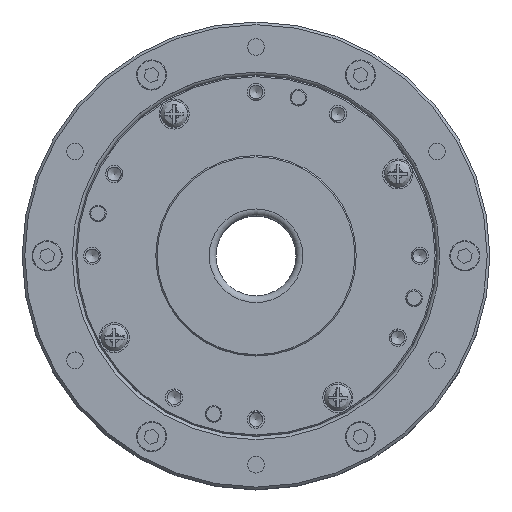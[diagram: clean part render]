
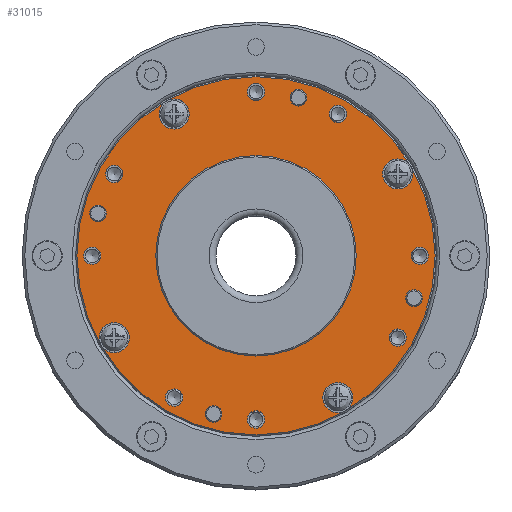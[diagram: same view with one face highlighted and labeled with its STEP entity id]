
A CAD part, top view. The second image highlights one B-rep face of the part: STEP entity #31015.
In plain terms, the highlighted face is planar.
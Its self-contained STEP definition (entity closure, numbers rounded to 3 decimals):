
#8071=FACE_BOUND('',#10485,.T.);
#8072=FACE_BOUND('',#10486,.T.);
#8073=FACE_BOUND('',#10487,.T.);
#8074=FACE_BOUND('',#10488,.T.);
#8075=FACE_BOUND('',#10489,.T.);
#8076=FACE_BOUND('',#10490,.T.);
#8077=FACE_BOUND('',#10491,.T.);
#8078=FACE_BOUND('',#10492,.T.);
#8079=FACE_BOUND('',#10493,.T.);
#8080=FACE_BOUND('',#10494,.T.);
#8081=FACE_BOUND('',#10495,.T.);
#8082=FACE_BOUND('',#10496,.T.);
#8083=FACE_BOUND('',#10497,.T.);
#8084=FACE_BOUND('',#10498,.T.);
#8085=FACE_BOUND('',#10499,.T.);
#8086=FACE_BOUND('',#10500,.T.);
#8087=FACE_BOUND('',#10501,.T.);
#8689=FACE_OUTER_BOUND('',#10484,.T.);
#10484=EDGE_LOOP('',(#22124));
#10485=EDGE_LOOP('',(#22125));
#10486=EDGE_LOOP('',(#22126));
#10487=EDGE_LOOP('',(#22127));
#10488=EDGE_LOOP('',(#22128));
#10489=EDGE_LOOP('',(#22129));
#10490=EDGE_LOOP('',(#22130));
#10491=EDGE_LOOP('',(#22131));
#10492=EDGE_LOOP('',(#22132));
#10493=EDGE_LOOP('',(#22133));
#10494=EDGE_LOOP('',(#22134));
#10495=EDGE_LOOP('',(#22135));
#10496=EDGE_LOOP('',(#22136));
#10497=EDGE_LOOP('',(#22137));
#10498=EDGE_LOOP('',(#22138));
#10499=EDGE_LOOP('',(#22139));
#10500=EDGE_LOOP('',(#22140));
#10501=EDGE_LOOP('',(#22141));
#12582=CIRCLE('',#33342,2.25);
#12584=CIRCLE('',#33345,2.25);
#12586=CIRCLE('',#33348,2.25);
#12588=CIRCLE('',#33351,2.25);
#12593=CIRCLE('',#33358,26.8);
#12600=CIRCLE('',#33368,1.25);
#12602=CIRCLE('',#33371,1.25);
#12604=CIRCLE('',#33374,1.25);
#12606=CIRCLE('',#33377,1.25);
#12610=CIRCLE('',#33383,1.3);
#12612=CIRCLE('',#33386,1.3);
#12616=CIRCLE('',#33392,1.3);
#12618=CIRCLE('',#33395,1.3);
#12622=CIRCLE('',#33401,1.3);
#12624=CIRCLE('',#33404,1.3);
#12628=CIRCLE('',#33410,1.3);
#12630=CIRCLE('',#33413,1.3);
#12632=CIRCLE('',#33417,15.);
#13969=VERTEX_POINT('',#46790);
#13971=VERTEX_POINT('',#46796);
#13973=VERTEX_POINT('',#46802);
#13975=VERTEX_POINT('',#46808);
#13980=VERTEX_POINT('',#46822);
#13986=VERTEX_POINT('',#46840);
#13988=VERTEX_POINT('',#46846);
#13990=VERTEX_POINT('',#46852);
#13992=VERTEX_POINT('',#46858);
#13996=VERTEX_POINT('',#46870);
#13998=VERTEX_POINT('',#46876);
#14002=VERTEX_POINT('',#46888);
#14004=VERTEX_POINT('',#46894);
#14008=VERTEX_POINT('',#46906);
#14010=VERTEX_POINT('',#46912);
#14014=VERTEX_POINT('',#46924);
#14016=VERTEX_POINT('',#46930);
#14018=VERTEX_POINT('',#46938);
#16991=EDGE_CURVE('',#13969,#13969,#12582,.T.);
#16994=EDGE_CURVE('',#13971,#13971,#12584,.T.);
#16997=EDGE_CURVE('',#13973,#13973,#12586,.T.);
#17000=EDGE_CURVE('',#13975,#13975,#12588,.T.);
#17007=EDGE_CURVE('',#13980,#13980,#12593,.T.);
#17016=EDGE_CURVE('',#13986,#13986,#12600,.T.);
#17019=EDGE_CURVE('',#13988,#13988,#12602,.T.);
#17022=EDGE_CURVE('',#13990,#13990,#12604,.T.);
#17025=EDGE_CURVE('',#13992,#13992,#12606,.T.);
#17031=EDGE_CURVE('',#13996,#13996,#12610,.T.);
#17034=EDGE_CURVE('',#13998,#13998,#12612,.T.);
#17040=EDGE_CURVE('',#14002,#14002,#12616,.T.);
#17043=EDGE_CURVE('',#14004,#14004,#12618,.T.);
#17049=EDGE_CURVE('',#14008,#14008,#12622,.T.);
#17052=EDGE_CURVE('',#14010,#14010,#12624,.T.);
#17058=EDGE_CURVE('',#14014,#14014,#12628,.T.);
#17061=EDGE_CURVE('',#14016,#14016,#12630,.T.);
#17064=EDGE_CURVE('',#14018,#14018,#12632,.T.);
#22124=ORIENTED_EDGE('',*,*,#17007,.T.);
#22125=ORIENTED_EDGE('',*,*,#17000,.F.);
#22126=ORIENTED_EDGE('',*,*,#16994,.F.);
#22127=ORIENTED_EDGE('',*,*,#16991,.F.);
#22128=ORIENTED_EDGE('',*,*,#16997,.F.);
#22129=ORIENTED_EDGE('',*,*,#17016,.F.);
#22130=ORIENTED_EDGE('',*,*,#17064,.F.);
#22131=ORIENTED_EDGE('',*,*,#17061,.F.);
#22132=ORIENTED_EDGE('',*,*,#17058,.F.);
#22133=ORIENTED_EDGE('',*,*,#17052,.F.);
#22134=ORIENTED_EDGE('',*,*,#17049,.F.);
#22135=ORIENTED_EDGE('',*,*,#17043,.F.);
#22136=ORIENTED_EDGE('',*,*,#17040,.F.);
#22137=ORIENTED_EDGE('',*,*,#17034,.F.);
#22138=ORIENTED_EDGE('',*,*,#17031,.F.);
#22139=ORIENTED_EDGE('',*,*,#17025,.F.);
#22140=ORIENTED_EDGE('',*,*,#17022,.F.);
#22141=ORIENTED_EDGE('',*,*,#17019,.F.);
#29824=PLANE('',#33422);
#31015=ADVANCED_FACE('',(#8689,#8071,#8072,#8073,#8074,#8075,#8076,#8077,
#8078,#8079,#8080,#8081,#8082,#8083,#8084,#8085,#8086,#8087),#29824,.F.);
#33342=AXIS2_PLACEMENT_3D('',#46792,#37403,#37404);
#33345=AXIS2_PLACEMENT_3D('',#46798,#37410,#37411);
#33348=AXIS2_PLACEMENT_3D('',#46804,#37417,#37418);
#33351=AXIS2_PLACEMENT_3D('',#46810,#37424,#37425);
#33358=AXIS2_PLACEMENT_3D('',#46824,#37440,#37441);
#33368=AXIS2_PLACEMENT_3D('',#46842,#37462,#37463);
#33371=AXIS2_PLACEMENT_3D('',#46848,#37469,#37470);
#33374=AXIS2_PLACEMENT_3D('',#46854,#37476,#37477);
#33377=AXIS2_PLACEMENT_3D('',#46860,#37483,#37484);
#33383=AXIS2_PLACEMENT_3D('',#46872,#37497,#37498);
#33386=AXIS2_PLACEMENT_3D('',#46878,#37504,#37505);
#33392=AXIS2_PLACEMENT_3D('',#46890,#37518,#37519);
#33395=AXIS2_PLACEMENT_3D('',#46896,#37525,#37526);
#33401=AXIS2_PLACEMENT_3D('',#46908,#37539,#37540);
#33404=AXIS2_PLACEMENT_3D('',#46914,#37546,#37547);
#33410=AXIS2_PLACEMENT_3D('',#46926,#37560,#37561);
#33413=AXIS2_PLACEMENT_3D('',#46932,#37567,#37568);
#33417=AXIS2_PLACEMENT_3D('',#46939,#37576,#37577);
#33422=AXIS2_PLACEMENT_3D('',#46949,#37589,#37590);
#37403=DIRECTION('center_axis',(0.,0.,-1.));
#37404=DIRECTION('ref_axis',(-1.,0.,0.));
#37410=DIRECTION('center_axis',(0.,0.,-1.));
#37411=DIRECTION('ref_axis',(-1.,0.,0.));
#37417=DIRECTION('center_axis',(0.,0.,-1.));
#37418=DIRECTION('ref_axis',(-1.,0.,0.));
#37424=DIRECTION('center_axis',(0.,0.,-1.));
#37425=DIRECTION('ref_axis',(-1.,0.,0.));
#37440=DIRECTION('center_axis',(0.,0.,-1.));
#37441=DIRECTION('ref_axis',(1.,0.,0.));
#37462=DIRECTION('center_axis',(0.,0.,-1.));
#37463=DIRECTION('ref_axis',(-1.,0.,0.));
#37469=DIRECTION('center_axis',(0.,0.,-1.));
#37470=DIRECTION('ref_axis',(-1.,0.,0.));
#37476=DIRECTION('center_axis',(0.,0.,-1.));
#37477=DIRECTION('ref_axis',(-1.,0.,0.));
#37483=DIRECTION('center_axis',(0.,0.,-1.));
#37484=DIRECTION('ref_axis',(-1.,0.,0.));
#37497=DIRECTION('center_axis',(0.,0.,-1.));
#37498=DIRECTION('ref_axis',(-1.,0.,0.));
#37504=DIRECTION('center_axis',(0.,0.,-1.));
#37505=DIRECTION('ref_axis',(-1.,0.,0.));
#37518=DIRECTION('center_axis',(0.,0.,-1.));
#37519=DIRECTION('ref_axis',(-1.,0.,0.));
#37525=DIRECTION('center_axis',(0.,0.,-1.));
#37526=DIRECTION('ref_axis',(-1.,0.,0.));
#37539=DIRECTION('center_axis',(0.,0.,-1.));
#37540=DIRECTION('ref_axis',(-1.,0.,0.));
#37546=DIRECTION('center_axis',(0.,0.,-1.));
#37547=DIRECTION('ref_axis',(-1.,0.,0.));
#37560=DIRECTION('center_axis',(0.,0.,-1.));
#37561=DIRECTION('ref_axis',(-1.,0.,0.));
#37567=DIRECTION('center_axis',(0.,0.,-1.));
#37568=DIRECTION('ref_axis',(-1.,0.,0.));
#37576=DIRECTION('center_axis',(0.,0.,-1.));
#37577=DIRECTION('ref_axis',(1.,0.,0.));
#37589=DIRECTION('center_axis',(0.,0.,1.));
#37590=DIRECTION('ref_axis',(1.,0.,0.));
#46790=CARTESIAN_POINT('',(-18.968,-12.25,0.));
#46792=CARTESIAN_POINT('Origin',(-21.218,-12.25,0.));
#46796=CARTESIAN_POINT('',(14.5,-21.218,0.));
#46798=CARTESIAN_POINT('Origin',(12.25,-21.218,0.));
#46802=CARTESIAN_POINT('',(23.468,12.25,0.));
#46804=CARTESIAN_POINT('Origin',(21.218,12.25,0.));
#46808=CARTESIAN_POINT('',(-10.,21.218,0.));
#46810=CARTESIAN_POINT('Origin',(-12.25,21.218,0.));
#46822=CARTESIAN_POINT('',(-26.8,0.,0.));
#46824=CARTESIAN_POINT('Origin',(0.,0.,0.));
#46840=CARTESIAN_POINT('',(-5.091,-23.665,0.));
#46842=CARTESIAN_POINT('Origin',(-6.341,-23.665,0.));
#46846=CARTESIAN_POINT('',(24.915,-6.341,0.));
#46848=CARTESIAN_POINT('Origin',(23.665,-6.341,0.));
#46852=CARTESIAN_POINT('',(7.591,23.665,0.));
#46854=CARTESIAN_POINT('Origin',(6.341,23.665,0.));
#46858=CARTESIAN_POINT('',(-22.415,6.341,0.));
#46860=CARTESIAN_POINT('Origin',(-23.665,6.341,0.));
#46870=CARTESIAN_POINT('',(-10.95,-21.218,0.));
#46872=CARTESIAN_POINT('Origin',(-12.25,-21.218,0.));
#46876=CARTESIAN_POINT('',(1.3,-24.5,0.));
#46878=CARTESIAN_POINT('Origin',(0.,-24.5,0.));
#46888=CARTESIAN_POINT('',(22.518,-12.25,0.));
#46890=CARTESIAN_POINT('Origin',(21.218,-12.25,0.));
#46894=CARTESIAN_POINT('',(25.8,0.,0.));
#46896=CARTESIAN_POINT('Origin',(24.5,0.,0.));
#46906=CARTESIAN_POINT('',(13.55,21.218,0.));
#46908=CARTESIAN_POINT('Origin',(12.25,21.218,0.));
#46912=CARTESIAN_POINT('',(1.3,24.5,0.));
#46914=CARTESIAN_POINT('Origin',(0.,24.5,0.));
#46924=CARTESIAN_POINT('',(-19.918,12.25,0.));
#46926=CARTESIAN_POINT('Origin',(-21.218,12.25,0.));
#46930=CARTESIAN_POINT('',(-23.2,0.,0.));
#46932=CARTESIAN_POINT('Origin',(-24.5,0.,0.));
#46938=CARTESIAN_POINT('',(-15.,0.,0.));
#46939=CARTESIAN_POINT('Origin',(0.,0.,0.));
#46949=CARTESIAN_POINT('Origin',(0.,0.,0.));
